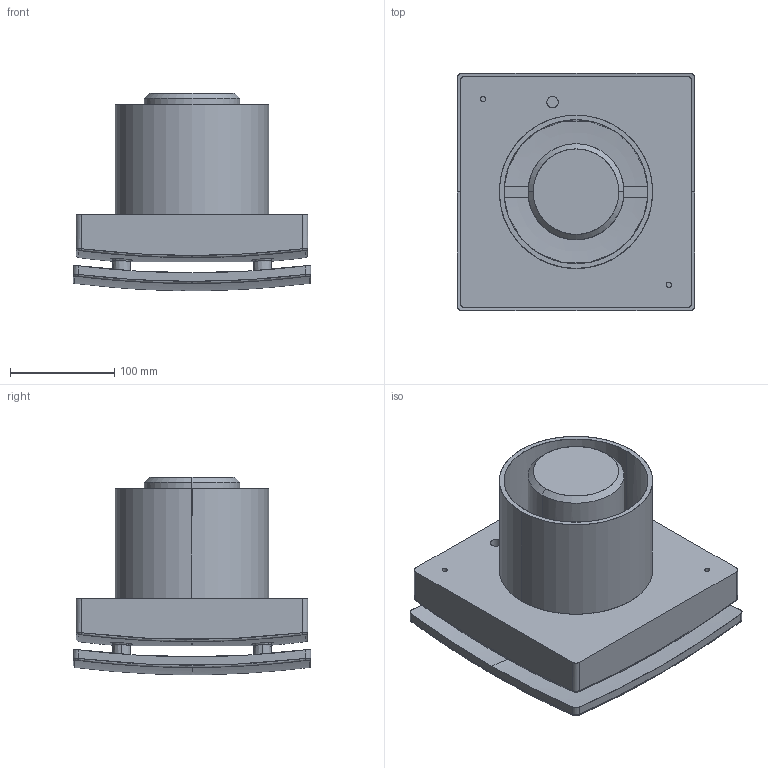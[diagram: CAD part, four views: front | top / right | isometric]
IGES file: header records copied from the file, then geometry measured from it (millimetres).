
Start section: SolidWorks IGES file using analytic representation for surfaces
Global section: file name: ECA 150.IGS; native system: SolidWorks 2012; preprocessor: SolidWorks 2012; author: CADnetwork; date: 170309.190438; units: millimetre
Bounding box: 228 x 228 x 189.3 mm (x, y, z)
Surface area: 380902.1 mm2 (no closed solid volume)
Topology: 0 solids, 0 shells, 88 faces, 1777 edges, 1776 vertices
Faces by surface type: bspline 50, revolution 38
